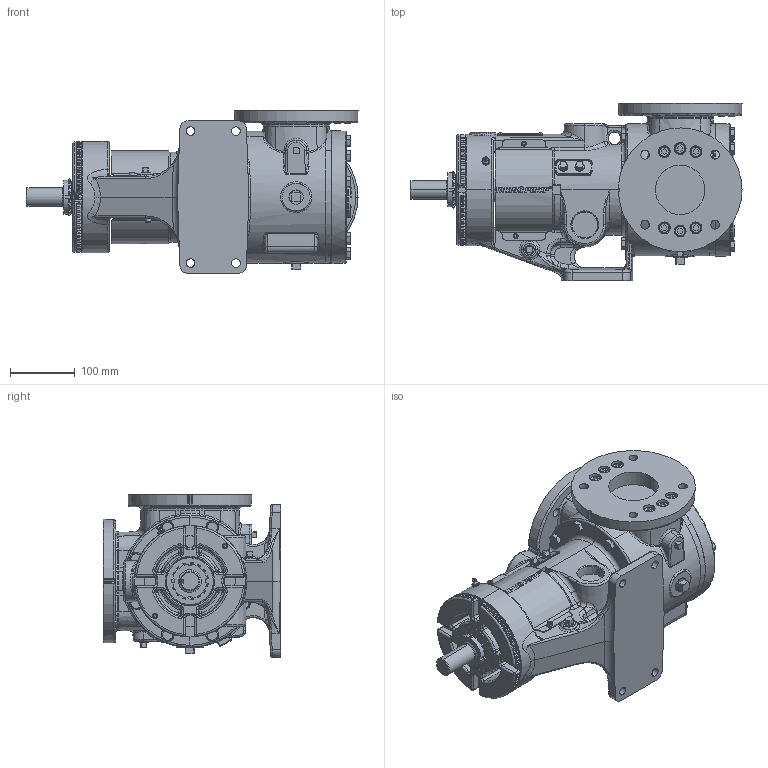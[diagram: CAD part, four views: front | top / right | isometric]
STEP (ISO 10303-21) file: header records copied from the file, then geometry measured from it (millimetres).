
FILE_DESCRIPTION (( 'STEP AP214' ), '1' );
FILE_NAME ('KV-2653.STEP', '2024-04-03T13:19:52', ( '' ), ( '' ), 'SwSTEP 2.0', 'SolidWorks 2022', '' );
FILE_SCHEMA (( 'AUTOMOTIVE_DESIGN' ));
Length unit declared in the file: inch
Products named in the file (1): KV-2653
Bounding box: 511.22 x 273.05 x 250.82 mm (x, y, z)
Volume: 11073404.5 mm3; surface area: 714026.2 mm2
Topology: 1 solids, 13 shells, 4261 faces, 10464 edges, 6335 vertices
Faces by surface type: bspline 1552, plane 1008, cone 750, cylinder 684, torus 166, sphere 101
Entity records: 255561 total; most frequent: CARTESIAN_POINT 112531, ORIENTED_EDGE 20802, DIRECTION 14402, EDGE_CURVE 10401, VERTEX_POINT 6332, AXIS2_PLACEMENT_3D 5613, EDGE_LOOP 4491, UNCERTAINTY_MEASURE_WITH_UNIT 4264
